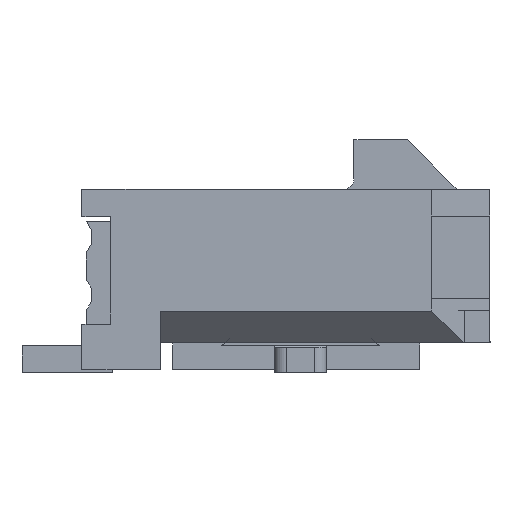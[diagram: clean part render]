
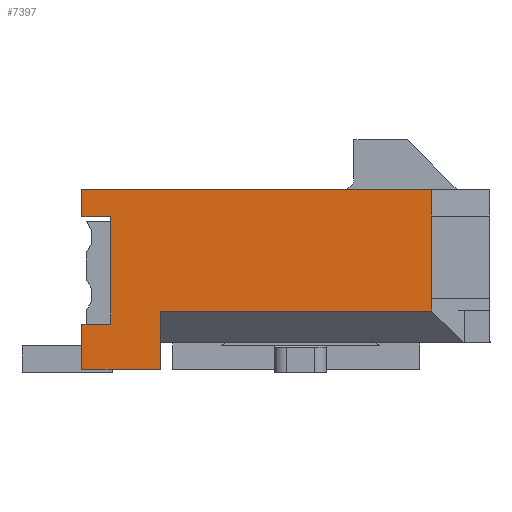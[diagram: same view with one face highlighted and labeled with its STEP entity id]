
A CAD part, left-side view. The second image highlights one B-rep face of the part: STEP entity #7397.
In plain terms, the highlighted planar face has unit normal (-1, 0, 0).
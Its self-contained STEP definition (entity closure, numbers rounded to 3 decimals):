
#926=ORIENTED_EDGE('',*,*,#2924,.T.);
#927=ORIENTED_EDGE('',*,*,#2925,.T.);
#928=ORIENTED_EDGE('',*,*,#2917,.T.);
#929=ORIENTED_EDGE('',*,*,#2926,.T.);
#930=ORIENTED_EDGE('',*,*,#2927,.F.);
#931=ORIENTED_EDGE('',*,*,#2928,.T.);
#932=ORIENTED_EDGE('',*,*,#2929,.F.);
#933=ORIENTED_EDGE('',*,*,#2930,.F.);
#934=ORIENTED_EDGE('',*,*,#2931,.F.);
#935=ORIENTED_EDGE('',*,*,#2375,.T.);
#936=ORIENTED_EDGE('',*,*,#2923,.T.);
#937=ORIENTED_EDGE('',*,*,#2932,.T.);
#2375=EDGE_CURVE('',#3443,#3442,#4138,.T.);
#2917=EDGE_CURVE('',#3864,#3865,#4680,.T.);
#2923=EDGE_CURVE('',#3442,#3869,#4686,.T.);
#2924=EDGE_CURVE('',#3870,#3871,#4687,.T.);
#2925=EDGE_CURVE('',#3871,#3864,#4688,.T.);
#2926=EDGE_CURVE('',#3865,#3872,#4689,.T.);
#2927=EDGE_CURVE('',#3873,#3872,#4690,.T.);
#2928=EDGE_CURVE('',#3873,#3874,#4691,.T.);
#2929=EDGE_CURVE('',#3875,#3874,#4692,.T.);
#2930=EDGE_CURVE('',#3876,#3875,#4693,.T.);
#2931=EDGE_CURVE('',#3443,#3876,#4694,.T.);
#2932=EDGE_CURVE('',#3869,#3870,#4695,.T.);
#3442=VERTEX_POINT('',#10261);
#3443=VERTEX_POINT('',#10263);
#3864=VERTEX_POINT('',#11322);
#3865=VERTEX_POINT('',#11323);
#3869=VERTEX_POINT('',#11333);
#3870=VERTEX_POINT('',#11337);
#3871=VERTEX_POINT('',#11338);
#3872=VERTEX_POINT('',#11341);
#3873=VERTEX_POINT('',#11343);
#3874=VERTEX_POINT('',#11345);
#3875=VERTEX_POINT('',#11347);
#3876=VERTEX_POINT('',#11349);
#4138=LINE('',#10262,#5191);
#4680=LINE('',#11321,#5733);
#4686=LINE('',#11334,#5739);
#4687=LINE('',#11336,#5740);
#4688=LINE('',#11339,#5741);
#4689=LINE('',#11340,#5742);
#4690=LINE('',#11342,#5743);
#4691=LINE('',#11344,#5744);
#4692=LINE('',#11346,#5745);
#4693=LINE('',#11348,#5746);
#4694=LINE('',#11350,#5747);
#4695=LINE('',#11351,#5748);
#5191=VECTOR('',#8278,1000.);
#5733=VECTOR('',#9012,1000.);
#5739=VECTOR('',#9020,1000.);
#5740=VECTOR('',#9023,1000.);
#5741=VECTOR('',#9024,1000.);
#5742=VECTOR('',#9025,1000.);
#5743=VECTOR('',#9026,1000.);
#5744=VECTOR('',#9027,1000.);
#5745=VECTOR('',#9028,1000.);
#5746=VECTOR('',#9029,1000.);
#5747=VECTOR('',#9030,1000.);
#5748=VECTOR('',#9031,1000.);
#6245=EDGE_LOOP('',(#926,#927,#928,#929,#930,#931,#932,#933,#934,#935,#936,
#937));
#6648=FACE_BOUND('',#6245,.T.);
#7028=PLANE('',#7812);
#7397=ADVANCED_FACE('',(#6648),#7028,.T.);
#7812=AXIS2_PLACEMENT_3D('',#11335,#9021,#9022);
#8278=DIRECTION('',(0.,1.,0.));
#9012=DIRECTION('',(0.,0.,-1.));
#9020=DIRECTION('',(0.,0.,-1.));
#9021=DIRECTION('',(-1.,0.,0.));
#9022=DIRECTION('',(0.,0.,1.));
#9023=DIRECTION('',(0.,0.,-1.));
#9024=DIRECTION('',(0.,1.,0.));
#9025=DIRECTION('',(0.,-1.,0.));
#9026=DIRECTION('',(0.,0.,-1.));
#9027=DIRECTION('',(0.,-1.,0.));
#9028=DIRECTION('',(0.,0.,-1.));
#9029=DIRECTION('',(0.,0.,-1.));
#9030=DIRECTION('',(0.,0.,-1.));
#9031=DIRECTION('',(0.,-1.,0.));
#10261=CARTESIAN_POINT('',(-16.825,4.95,2.185));
#10262=CARTESIAN_POINT('',(-16.825,-4.95,2.185));
#10263=CARTESIAN_POINT('',(-16.825,-3.536,2.185));
#11321=CARTESIAN_POINT('',(-16.825,4.95,2.185));
#11322=CARTESIAN_POINT('',(-16.825,4.95,-1.085));
#11323=CARTESIAN_POINT('',(-16.825,4.95,-2.185));
#11333=CARTESIAN_POINT('',(-16.825,4.95,1.515));
#11334=CARTESIAN_POINT('',(-16.825,4.95,2.185));
#11335=CARTESIAN_POINT('',(-16.825,0.,0.));
#11336=CARTESIAN_POINT('',(-16.825,4.25,0.));
#11337=CARTESIAN_POINT('',(-16.825,4.25,1.515));
#11338=CARTESIAN_POINT('',(-16.825,4.25,-1.085));
#11339=CARTESIAN_POINT('',(-16.825,0.,-1.085));
#11340=CARTESIAN_POINT('',(-16.825,4.95,-2.185));
#11341=CARTESIAN_POINT('',(-16.825,3.05,-2.185));
#11342=CARTESIAN_POINT('',(-16.825,3.05,-2.185));
#11343=CARTESIAN_POINT('',(-16.825,3.05,-0.771));
#11344=CARTESIAN_POINT('',(-16.825,3.05,-0.771));
#11345=CARTESIAN_POINT('',(-16.825,-3.536,-0.771));
#11346=CARTESIAN_POINT('',(-16.825,-3.536,0.));
#11347=CARTESIAN_POINT('',(-16.825,-3.536,-0.465));
#11348=CARTESIAN_POINT('',(-16.825,-3.536,1.535));
#11349=CARTESIAN_POINT('',(-16.825,-3.536,1.535));
#11350=CARTESIAN_POINT('',(-16.825,-3.536,0.));
#11351=CARTESIAN_POINT('',(-16.825,0.,1.515));
